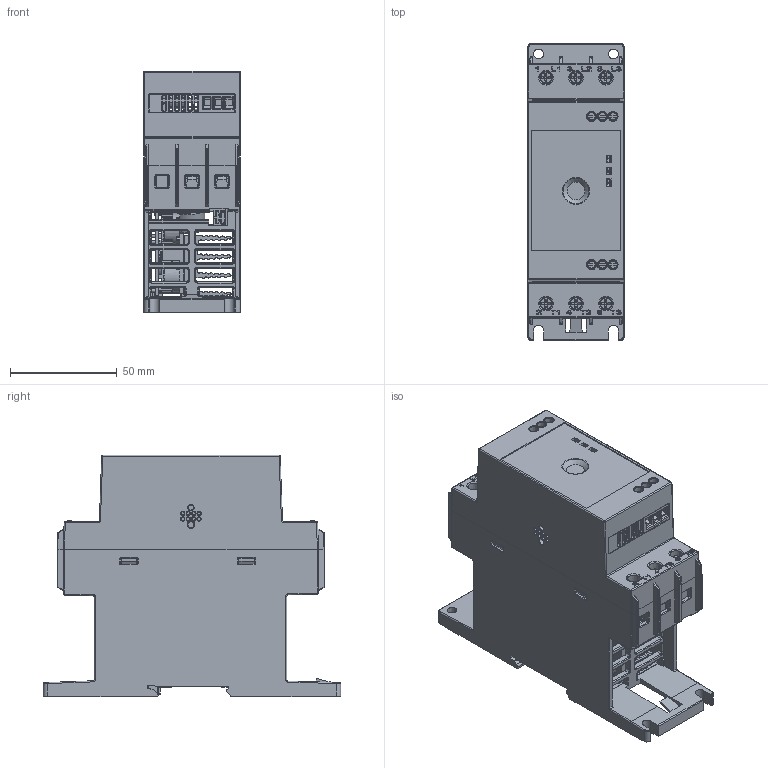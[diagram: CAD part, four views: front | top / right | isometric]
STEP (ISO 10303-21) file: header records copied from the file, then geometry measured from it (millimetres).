
FILE_DESCRIPTION(/* description */ (''),/* implementation_level */ '2;1');
FILE_NAME(/* name */ 'FILE_STP_CAD_DRAWING_3D_ADXNF_6-18A_prt.stp',/* time_stamp */ '2021-10-22T11:44:21+02:00',/* author */ (''),/* organization */ (''),/* preprocessor_version */ 'ST-DEVELOPER v16.7',/* originating_system */ 'SIEMENS PLM Software NX 12.0',/* authorisation */ '');
FILE_SCHEMA (('AUTOMOTIVE_DESIGN { 1 0 10303 214 3 1 1 1 }'));
Products named in the file (1): 3D_ADXNF_6-18A
Bounding box: 45 x 139 x 113 mm (x, y, z)
Surface area: 113356.9 mm2 (no closed solid volume)
Topology: 0 solids, 193 shells, 2159 faces, 8169 edges, 6024 vertices
Faces by surface type: plane 929, cylinder 717, bspline 214, torus 178, cone 63, sphere 38, extrusion 20
Full cylindrical faces by diameter (mm): 0.8 x7, 1.2 x3, 1.396 x1, 1.4 x2, 1.5 x2, 1.6 x4, 2 x1, 2.5 x1, 4 x2, 5.2 x1, 5.5 x1, 7.5 x2, 8.8 x1, 13 x2, 14.5 x1, 15 x4, 15.5 x2
Entity records: 91695 total; most frequent: CARTESIAN_POINT 23997, DIRECTION 13764, ORIENTED_EDGE 12057, EDGE_CURVE 7967, VERTEX_POINT 5957, VECTOR 4846, LINE 4826, AXIS2_PLACEMENT_3D 4459
